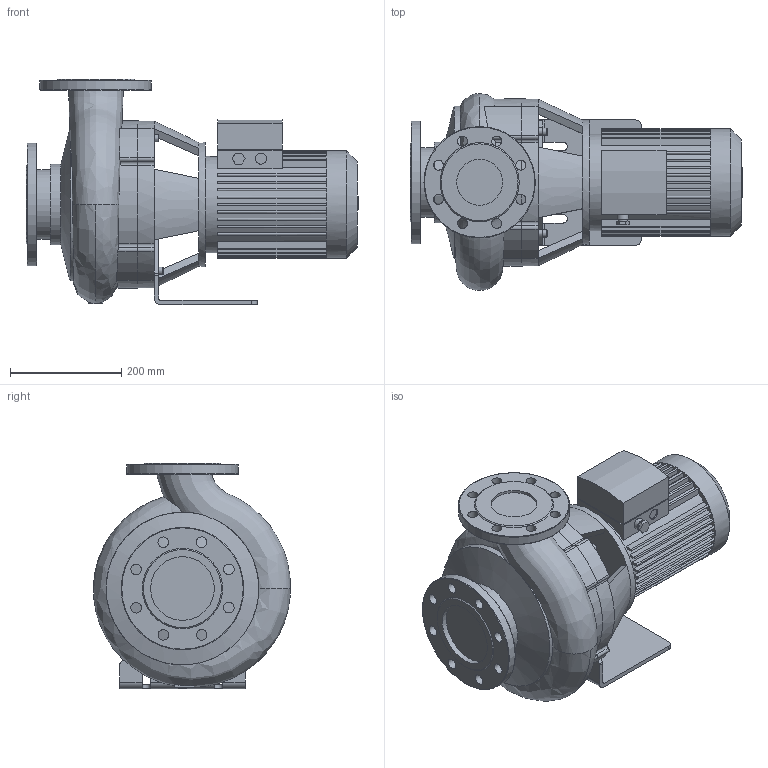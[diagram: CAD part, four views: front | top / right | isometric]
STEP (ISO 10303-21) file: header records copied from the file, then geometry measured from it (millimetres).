
FILE_DESCRIPTION(/* description */ (''),/* implementation_level */ '2;1');
FILE_NAME(/* name */ '3d_BL80_150-1_5_4-2121096.stp',/* time_stamp */ '2017-11-06T15:08:54+01:00',/* author */ ('Andrzej'),/* organization */ (''),/* preprocessor_version */ 'ST-DEVELOPER v16.13',/* originating_system */ 'AutoCAD Mechanical',/* authorisation */ '');
FILE_SCHEMA (('AUTOMOTIVE_DESIGN { 1 0 10303 214 3 1 1 }'));
Length unit declared in the file: millimetre
Products named in the file (1): Product
Bounding box: 596 x 353.79 x 405 mm (x, y, z)
Volume: 24764882.7 mm3; surface area: 1318455 mm2
Topology: 9 solids, 9 shells, 474 faces, 1289 edges, 834 vertices
Faces by surface type: plane 276, cylinder 151, bspline 31, torus 8, cone 8
Full cylindrical faces by diameter (mm): 9 x4, 13 x4, 16 x1, 18 x8, 19 x8, 20 x4, 50 x1, 82.5 x1, 114.3 x1, 124.3 x1, 144.3 x1, 173 x1, 193 x1, 200 x1, 220 x1, 223 x1
Entity records: 18387 total; most frequent: CARTESIAN_POINT 6433, DIRECTION 2493, ORIENTED_EDGE 2448, EDGE_CURVE 1224, AXIS2_PLACEMENT_3D 911, VERTEX_POINT 820, LINE 671, VECTOR 671
